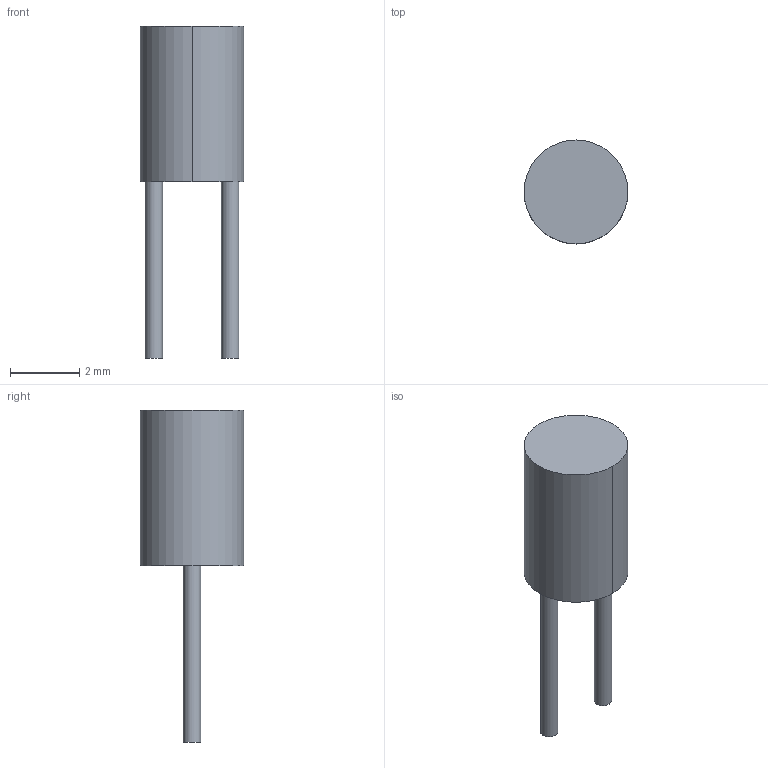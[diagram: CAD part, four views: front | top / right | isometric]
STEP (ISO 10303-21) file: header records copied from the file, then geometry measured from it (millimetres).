
FILE_DESCRIPTION(('FreeCAD Model'),'2;1');
FILE_NAME('867086.2.3.stp','2020-04-09T13:56:20',( 'Author'),(''),'Open CASCADE STEP processor 6.9','FreeCAD','Unknown' );
FILE_SCHEMA(('AUTOMOTIVE_DESIGN { 1 0 10303 214 1 1 1 1 }'));
Length unit declared in the file: millimetre
Products named in the file (3): ASSEMBLY; Body; Leads
Assembly tree (3 placements, depth 2):
  ASSEMBLY
    Body
    Leads  x2
Bounding box: 3 x 3 x 9.6 mm (x, y, z)
Volume: 35.8 mm3; surface area: 90.2 mm2
Topology: 5 solids, 5 shells, 16 faces, 18 edges, 12 vertices
Faces by surface type: plane 10, cylinder 6
Full cylindrical faces by diameter (mm): 0.5 x4
Entity records: 441 total; most frequent: DIRECTION 72, CARTESIAN_POINT 58, ORIENTED_EDGE 24, PCURVE 24, DEFINITIONAL_REPRESENTATION 24, AXIS2_PLACEMENT_3D 22, LINE 20, VECTOR 20
